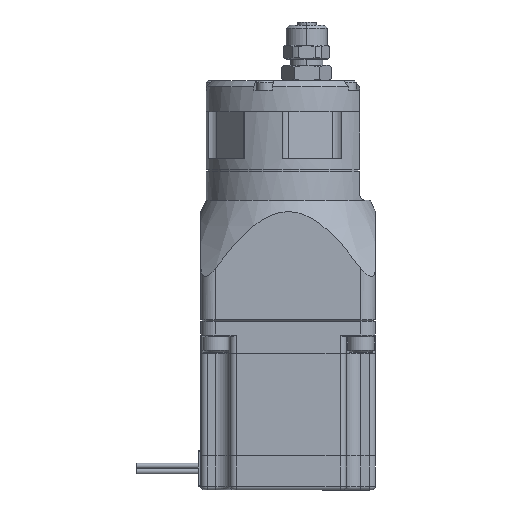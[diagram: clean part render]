
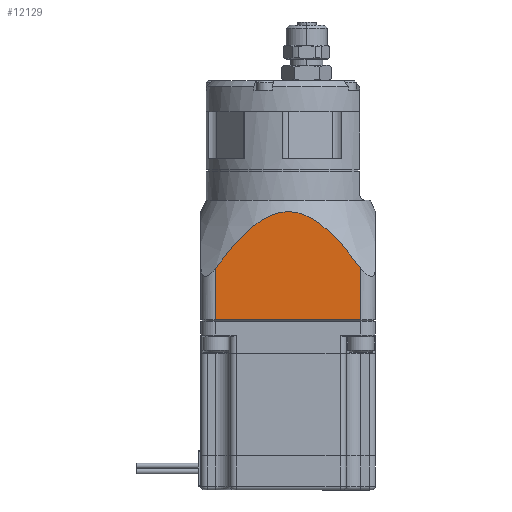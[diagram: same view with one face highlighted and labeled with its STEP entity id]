
A CAD part, left-side view. The second image highlights one B-rep face of the part: STEP entity #12129.
In plain terms, the highlighted planar face has unit normal (-1, 0, 0).
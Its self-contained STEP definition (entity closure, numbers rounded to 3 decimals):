
#221 = VECTOR ( 'NONE', #9682, 1000. ) ;
#427 = EDGE_CURVE ( 'NONE', #14374, #5896, #8062, .T. ) ;
#526 = CARTESIAN_POINT ( 'NONE',  ( -28.2, 17.156, 25.061 ) ) ;
#676 = CARTESIAN_POINT ( 'NONE',  ( -28.2, 10.125, 31.583 ) ) ;
#732 = CARTESIAN_POINT ( 'NONE',  ( -28.2, 1.338, 35.302 ) ) ;
#846 = CARTESIAN_POINT ( 'NONE',  ( -28.2, -4.987, 34.473 ) ) ;
#893 = CARTESIAN_POINT ( 'NONE',  ( -28.2, -3.439, 34.91 ) ) ;
#1886 = ORIENTED_EDGE ( 'NONE', *, *, #427, .T. ) ;
#1899 = CARTESIAN_POINT ( 'NONE',  ( -28.2, 3.559, 34.878 ) ) ;
#1957 = CARTESIAN_POINT ( 'NONE',  ( -28.2, 0.062, 35.401 ) ) ;
#2119 = CARTESIAN_POINT ( 'NONE',  ( -28.2, -14.427, 27.925 ) ) ;
#2430 = EDGE_CURVE ( 'NONE', #5881, #14374, #5446, .T. ) ;
#2860 = CARTESIAN_POINT ( 'NONE',  ( -28.2, 3.247, 34.959 ) ) ;
#2919 = CARTESIAN_POINT ( 'NONE',  ( -28.2, 17.998, 24.102 ) ) ;
#2947 = EDGE_CURVE ( 'NONE', #4221, #5896, #7752, .T. ) ;
#2986 = ORIENTED_EDGE ( 'NONE', *, *, #14946, .F. ) ;
#3169 = FACE_OUTER_BOUND ( 'NONE', #9827, .T. ) ;
#3178 = CARTESIAN_POINT ( 'NONE',  ( -28.2, -2.172, 35.179 ) ) ;
#3283 = CARTESIAN_POINT ( 'NONE',  ( -28.2, -21.973, 19.176 ) ) ;
#3401 = CARTESIAN_POINT ( 'NONE',  ( -28.2, -23.5, 0.5 ) ) ;
#4072 = CARTESIAN_POINT ( 'NONE',  ( -28.2, 15.407, 26.936 ) ) ;
#4221 = VERTEX_POINT ( 'NONE', #4876 ) ;
#4295 = CARTESIAN_POINT ( 'NONE',  ( -28.2, 14.5, 27.852 ) ) ;
#4391 = CARTESIAN_POINT ( 'NONE',  ( -28.2, -19.592, 22.207 ) ) ;
#4398 = DIRECTION ( 'NONE',  ( 1., 0., 0. ) ) ;
#4843 = CARTESIAN_POINT ( 'NONE',  ( -28.2, -23.5, 49. ) ) ;
#4876 = CARTESIAN_POINT ( 'NONE',  ( -28.2, -23.5, 17.109 ) ) ;
#5287 = CARTESIAN_POINT ( 'NONE',  ( -28.2, 2.615, 35.099 ) ) ;
#5386 = CARTESIAN_POINT ( 'NONE',  ( -28.2, 12.624, 29.596 ) ) ;
#5446 = LINE ( 'NONE', #6288, #11994 ) ;
#5490 = CARTESIAN_POINT ( 'NONE',  ( -28.2, 8.53, 32.658 ) ) ;
#5700 = CARTESIAN_POINT ( 'NONE',  ( -28.2, -20.397, 21.206 ) ) ;
#5881 = VERTEX_POINT ( 'NONE', #9937 ) ;
#5896 = VERTEX_POINT ( 'NONE', #3401 ) ;
#6144 = DIRECTION ( 'NONE',  ( 0., 0., -1. ) ) ;
#6288 = CARTESIAN_POINT ( 'NONE',  ( -28.2, 23.5, 49. ) ) ;
#6760 = CARTESIAN_POINT ( 'NONE',  ( -28.2, 5.1, 34.429 ) ) ;
#7359 = VECTOR ( 'NONE', #6144, 1000. ) ;
#7634 = DIRECTION ( 'NONE',  ( 0., 0., -1. ) ) ;
#7752 = LINE ( 'NONE', #4843, #7359 ) ;
#8048 = CARTESIAN_POINT ( 'NONE',  ( -28.2, -6.169, 33.969 ) ) ;
#8062 = LINE ( 'NONE', #12043, #221 ) ;
#8107 = CARTESIAN_POINT ( 'NONE',  ( -28.2, -11.565, 30.499 ) ) ;
#8206 = CARTESIAN_POINT ( 'NONE',  ( -28.2, -3.126, 34.988 ) ) ;
#8441 = ORIENTED_EDGE ( 'NONE', *, *, #2430, .T. ) ;
#9275 = CARTESIAN_POINT ( 'NONE',  ( -28.2, -17.091, 25.134 ) ) ;
#9338 = CARTESIAN_POINT ( 'NONE',  ( -28.2, 2.295, 35.158 ) ) ;
#9682 = DIRECTION ( 'NONE',  ( 0., -1., 0. ) ) ;
#9827 = EDGE_LOOP ( 'NONE', ( #8441, #1886, #15231, #2986 ) ) ;
#9937 = CARTESIAN_POINT ( 'NONE',  ( -28.2, 23.5, 17.109 ) ) ;
#10291 = CARTESIAN_POINT ( 'NONE',  ( -28.2, 22.005, 19.16 ) ) ;
#10399 = CARTESIAN_POINT ( 'NONE',  ( -28.2, 20.457, 21.175 ) ) ;
#10449 = PLANE ( 'NONE',  #13019 ) ;
#10499 = CARTESIAN_POINT ( 'NONE',  ( -28.2, -22.744, 18.146 ) ) ;
#10601 = CARTESIAN_POINT ( 'NONE',  ( -28.2, -17.939, 24.17 ) ) ;
#10621 = CARTESIAN_POINT ( 'NONE',  ( -28.2, 23.5, 0.5 ) ) ;
#11685 = CARTESIAN_POINT ( 'NONE',  ( -28.2, -2.492, 35.122 ) ) ;
#11775 = CARTESIAN_POINT ( 'NONE',  ( -28.2, -9.52, 32.035 ) ) ;
#11994 = VECTOR ( 'NONE', #7634, 1000. ) ;
#12043 = CARTESIAN_POINT ( 'NONE',  ( -28.2, -23.5, 0.5 ) ) ;
#12129 = ADVANCED_FACE ( 'NONE', ( #3169 ), #10449, .F. ) ;
#12762 = CARTESIAN_POINT ( 'NONE',  ( -28.2, 23.5, 17.109 ) ) ;
#12815 = CARTESIAN_POINT ( 'NONE',  ( -28.2, 11.653, 30.426 ) ) ;
#12871 = CARTESIAN_POINT ( 'NONE',  ( -28.2, 9.603, 31.953 ) ) ;
#12918 = DIRECTION ( 'NONE',  ( 0., 0., -1. ) ) ;
#13019 = AXIS2_PLACEMENT_3D ( 'NONE', #15352, #4398, #12918 ) ;
#13069 = CARTESIAN_POINT ( 'NONE',  ( -28.2, -12.541, 29.669 ) ) ;
#13122 = CARTESIAN_POINT ( 'NONE',  ( -28.2, -23.5, 17.109 ) ) ;
#13193 = B_SPLINE_CURVE_WITH_KNOTS ( 'NONE', 3,
 ( #12762, #10291, #10399, #2919, #526, #4072, #4295, #5386, #12815, #676, #12871, #5490, #15247, #14083, #6760, #1899, #2860, #5287, #9338, #732, #1957, #15444, #3178, #11685, #8206, #893, #846, #8048, #14185, #11775, #8107, #13069, #2119, #14287, #9275, #10601, #4391, #5700, #3283, #10499, #13122 ),
 .UNSPECIFIED., .F., .F.,
 ( 4, 2, 2, 2, 2, 2, 2, 2, 2, 2, 1, 2, 2, 2, 2, 2, 2, 2, 2, 2, 4 ),
 ( 0.136, 0.144, 0.147, 0.151, 0.155, 0.157, 0.159, 0.163, 0.164, 0.165, 0.167, 0.168, 0.169, 0.17, 0.174, 0.178, 0.182, 0.186, 0.189, 0.193, 0.197 ),
 .UNSPECIFIED. ) ;
#14083 = CARTESIAN_POINT ( 'NONE',  ( -28.2, 6.276, 33.919 ) ) ;
#14185 = CARTESIAN_POINT ( 'NONE',  ( -28.2, -8.451, 32.742 ) ) ;
#14287 = CARTESIAN_POINT ( 'NONE',  ( -28.2, -15.336, 27.009 ) ) ;
#14374 = VERTEX_POINT ( 'NONE', #10621 ) ;
#14946 = EDGE_CURVE ( 'NONE', #5881, #4221, #13193, .T. ) ;
#15231 = ORIENTED_EDGE ( 'NONE', *, *, #2947, .F. ) ;
#15247 = CARTESIAN_POINT ( 'NONE',  ( -28.2, 7.977, 32.992 ) ) ;
#15352 = CARTESIAN_POINT ( 'NONE',  ( -28.2, -23.5, 49. ) ) ;
#15444 = CARTESIAN_POINT ( 'NONE',  ( -28.2, -1.215, 35.314 ) ) ;
